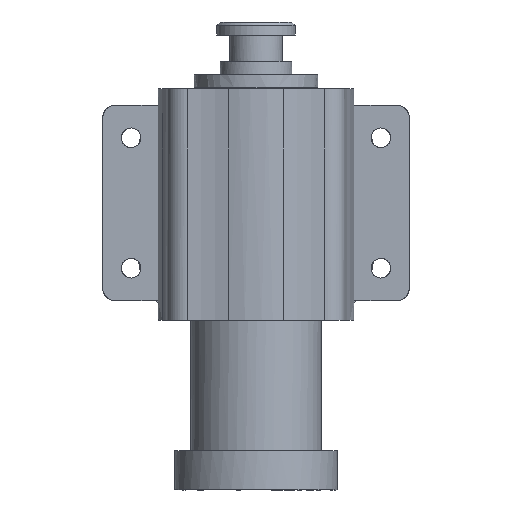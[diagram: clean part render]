
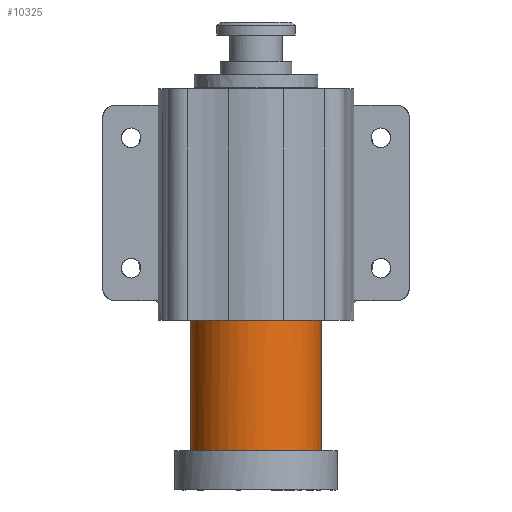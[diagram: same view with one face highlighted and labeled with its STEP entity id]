
A CAD part, front view. The second image highlights one B-rep face of the part: STEP entity #10325.
In plain terms, the highlighted free-form (B-spline) face has degree [2, 1] with [5, 2] control points.
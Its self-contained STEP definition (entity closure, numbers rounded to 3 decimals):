
#10325 = ADVANCED_FACE('',(#10326),#10362,.T.);
#10326 = FACE_BOUND('',#10327,.T.);
#10327 = EDGE_LOOP('',(#10328,#10340,#10347,#10357));
#10328 = ORIENTED_EDGE('',*,*,#10329,.F.);
#10329 = EDGE_CURVE('',#10330,#10332,#10334,.T.);
#10330 = VERTEX_POINT('',#10331);
#10331 = CARTESIAN_POINT('',(14.153,0.,
    -50.245));
#10332 = VERTEX_POINT('',#10333);
#10333 = CARTESIAN_POINT('',(-14.153,0.,
    -50.245));
#10334 = ( BOUNDED_CURVE() B_SPLINE_CURVE(2,(#10335,#10336,#10337,#10338
,#10339),.UNSPECIFIED.,.F.,.F.) B_SPLINE_CURVE_WITH_KNOTS((3,2,3),(
    0.,1.571,3.142),
.PIECEWISE_BEZIER_KNOTS.) CURVE() GEOMETRIC_REPRESENTATION_ITEM() 
RATIONAL_B_SPLINE_CURVE((1.,0.707,1.,0.707,1.)) 
REPRESENTATION_ITEM('') );
#10335 = CARTESIAN_POINT('',(14.153,0.,
    -50.245));
#10336 = CARTESIAN_POINT('',(14.153,-14.153,
    -50.245));
#10337 = CARTESIAN_POINT('',(0.,-14.153,
    -50.245));
#10338 = CARTESIAN_POINT('',(-14.153,-14.153,
    -50.245));
#10339 = CARTESIAN_POINT('',(-14.153,0.,
    -50.245));
#10340 = ORIENTED_EDGE('',*,*,#10341,.F.);
#10341 = EDGE_CURVE('',#10342,#10330,#10344,.T.);
#10342 = VERTEX_POINT('',#10343);
#10343 = CARTESIAN_POINT('',(14.153,0.,
    -78.551));
#10344 = B_SPLINE_CURVE_WITH_KNOTS('',1,(#10345,#10346),.UNSPECIFIED.,
  .F.,.F.,(2,2),(0.,20.),.PIECEWISE_BEZIER_KNOTS.);
#10345 = CARTESIAN_POINT('',(14.153,0.,-78.551));
#10346 = CARTESIAN_POINT('',(14.153,0.,-50.245));
#10347 = ORIENTED_EDGE('',*,*,#10348,.F.);
#10348 = EDGE_CURVE('',#10349,#10342,#10351,.T.);
#10349 = VERTEX_POINT('',#10350);
#10350 = CARTESIAN_POINT('',(-14.153,0.,
    -78.551));
#10351 = ( BOUNDED_CURVE() B_SPLINE_CURVE(2,(#10352,#10353,#10354,#10355
,#10356),.UNSPECIFIED.,.F.,.F.) B_SPLINE_CURVE_WITH_KNOTS((3,2,3),(
    3.142,4.712,6.283),
.PIECEWISE_BEZIER_KNOTS.) CURVE() GEOMETRIC_REPRESENTATION_ITEM() 
RATIONAL_B_SPLINE_CURVE((1.,0.707,1.,0.707,1.)) 
REPRESENTATION_ITEM('') );
#10352 = CARTESIAN_POINT('',(-14.153,0.,
    -78.551));
#10353 = CARTESIAN_POINT('',(-14.153,-14.153,
    -78.551));
#10354 = CARTESIAN_POINT('',(0.,-14.153,
    -78.551));
#10355 = CARTESIAN_POINT('',(14.153,-14.153,
    -78.551));
#10356 = CARTESIAN_POINT('',(14.153,0.,
    -78.551));
#10357 = ORIENTED_EDGE('',*,*,#10358,.F.);
#10358 = EDGE_CURVE('',#10332,#10349,#10359,.T.);
#10359 = B_SPLINE_CURVE_WITH_KNOTS('',1,(#10360,#10361),.UNSPECIFIED.,
  .F.,.F.,(2,2),(0.,20.),.PIECEWISE_BEZIER_KNOTS.);
#10360 = CARTESIAN_POINT('',(-14.153,0.,-50.245));
#10361 = CARTESIAN_POINT('',(-14.153,0.,-78.551));
#10362 = ( BOUNDED_SURFACE() B_SPLINE_SURFACE(2,1,(
    (#10363,#10364)
    ,(#10365,#10366)
    ,(#10367,#10368)
    ,(#10369,#10370)
    ,(#10371,#10372
)),.UNSPECIFIED.,.F.,.F.,.F.) B_SPLINE_SURFACE_WITH_KNOTS((3,2,3),(2,2),
  (0.,1.571,3.142),(0.,20.),.PIECEWISE_BEZIER_KNOTS.) 
GEOMETRIC_REPRESENTATION_ITEM() RATIONAL_B_SPLINE_SURFACE((
    (1.,1.)
    ,(0.707,0.707)
    ,(1.,1.)
    ,(0.707,0.707)
,(1.,1.))) REPRESENTATION_ITEM('') SURFACE() );
#10363 = CARTESIAN_POINT('',(14.153,0.,
    -78.551));
#10364 = CARTESIAN_POINT('',(14.153,0.,
    -50.245));
#10365 = CARTESIAN_POINT('',(14.153,-14.153,
    -78.551));
#10366 = CARTESIAN_POINT('',(14.153,-14.153,
    -50.245));
#10367 = CARTESIAN_POINT('',(0.,-14.153,
    -78.551));
#10368 = CARTESIAN_POINT('',(0.,-14.153,
    -50.245));
#10369 = CARTESIAN_POINT('',(-14.153,-14.153,
    -78.551));
#10370 = CARTESIAN_POINT('',(-14.153,-14.153,
    -50.245));
#10371 = CARTESIAN_POINT('',(-14.153,0.,
    -78.551));
#10372 = CARTESIAN_POINT('',(-14.153,0.,
    -50.245));
